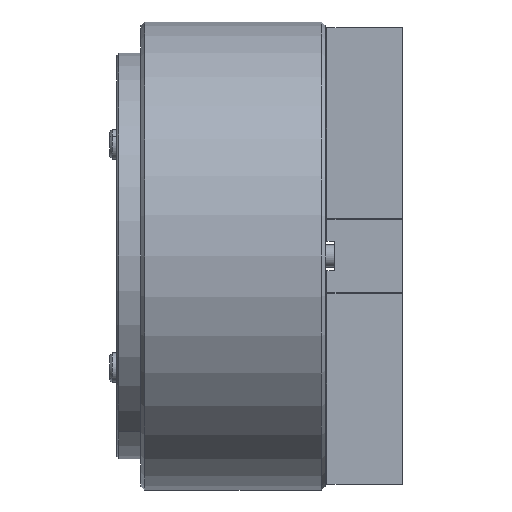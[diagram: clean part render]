
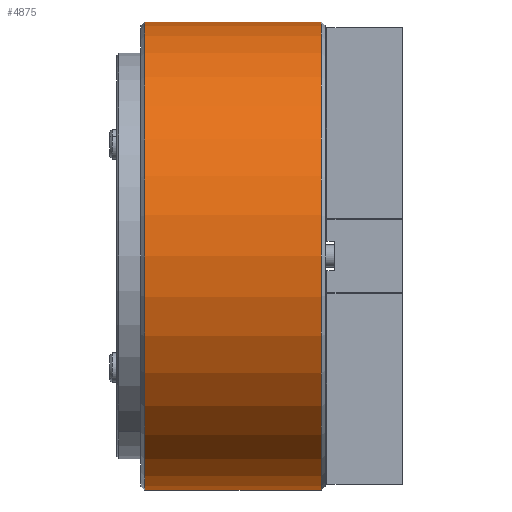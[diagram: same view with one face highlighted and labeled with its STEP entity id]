
A CAD part, front view. The second image highlights one B-rep face of the part: STEP entity #4875.
In plain terms, the highlighted cylindrical face has radius 127 mm (diameter 254 mm), a partial arc.
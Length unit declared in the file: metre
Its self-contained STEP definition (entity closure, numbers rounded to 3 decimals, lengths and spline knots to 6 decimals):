
#113 = CARTESIAN_POINT ( 'NONE',  ( -0.002, 0., -0.127 ) ) ;
#203 = CARTESIAN_POINT ( 'NONE',  ( 0., 0., 0. ) ) ;
#517 = CARTESIAN_POINT ( 'NONE',  ( -0.098, 0., 0. ) ) ;
#1053 = EDGE_CURVE ( 'NONE', #20406, #24078, #24643, .T. ) ;
#1191 = EDGE_LOOP ( 'NONE', ( #12557, #1517, #25896, #29114 ) ) ;
#1517 = ORIENTED_EDGE ( 'NONE', *, *, #7891, .T. ) ;
#2929 = DIRECTION ( 'NONE',  ( 0., 0., 1. ) ) ;
#4875 = ADVANCED_FACE ( 'NONE', ( #22272 ), #27136, .T. ) ;
#5597 = VECTOR ( 'NONE', #24316, 1. ) ;
#6634 = CARTESIAN_POINT ( 'NONE',  ( 0., 0., 0.127 ) ) ;
#7325 = CARTESIAN_POINT ( 'NONE',  ( 0., 0., -0.127 ) ) ;
#7891 = EDGE_CURVE ( 'NONE', #14673, #20406, #20192, .T. ) ;
#9941 = AXIS2_PLACEMENT_3D ( 'NONE', #203, #19299, #12145 ) ;
#10089 = LINE ( 'NONE', #6634, #21995 ) ;
#10366 = VERTEX_POINT ( 'NONE', #25101 ) ;
#10744 = CARTESIAN_POINT ( 'NONE',  ( -0.098, 0., 0.127 ) ) ;
#12145 = DIRECTION ( 'NONE',  ( 0., 0., -1. ) ) ;
#12557 = ORIENTED_EDGE ( 'NONE', *, *, #16559, .F. ) ;
#13057 = DIRECTION ( 'NONE',  ( -1., 0., 0. ) ) ;
#14673 = VERTEX_POINT ( 'NONE', #10744 ) ;
#15198 = AXIS2_PLACEMENT_3D ( 'NONE', #517, #17195, #2929 ) ;
#16559 = EDGE_CURVE ( 'NONE', #14673, #10366, #10089, .T. ) ;
#17195 = DIRECTION ( 'NONE',  ( 1., 0., 0. ) ) ;
#18235 = AXIS2_PLACEMENT_3D ( 'NONE', #27367, #13057, #29712 ) ;
#19299 = DIRECTION ( 'NONE',  ( 1., 0., 0. ) ) ;
#20192 = CIRCLE ( 'NONE', #15198, 0.127 ) ;
#20406 = VERTEX_POINT ( 'NONE', #27030 ) ;
#20895 = DIRECTION ( 'NONE',  ( 1., 0., 0. ) ) ;
#21995 = VECTOR ( 'NONE', #20895, 1. ) ;
#22272 = FACE_OUTER_BOUND ( 'NONE', #1191, .T. ) ;
#24078 = VERTEX_POINT ( 'NONE', #113 ) ;
#24316 = DIRECTION ( 'NONE',  ( 1., 0., 0. ) ) ;
#24643 = LINE ( 'NONE', #7325, #5597 ) ;
#25101 = CARTESIAN_POINT ( 'NONE',  ( -0.002, 0., 0.127 ) ) ;
#25198 = CIRCLE ( 'NONE', #18235, 0.127 ) ;
#25896 = ORIENTED_EDGE ( 'NONE', *, *, #1053, .T. ) ;
#27030 = CARTESIAN_POINT ( 'NONE',  ( -0.098, 0., -0.127 ) ) ;
#27136 = CYLINDRICAL_SURFACE ( 'NONE', #9941, 0.127 ) ;
#27367 = CARTESIAN_POINT ( 'NONE',  ( -0.002, 0., 0. ) ) ;
#28717 = EDGE_CURVE ( 'NONE', #24078, #10366, #25198, .T. ) ;
#29114 = ORIENTED_EDGE ( 'NONE', *, *, #28717, .T. ) ;
#29712 = DIRECTION ( 'NONE',  ( 0., 0., -1. ) ) ;
